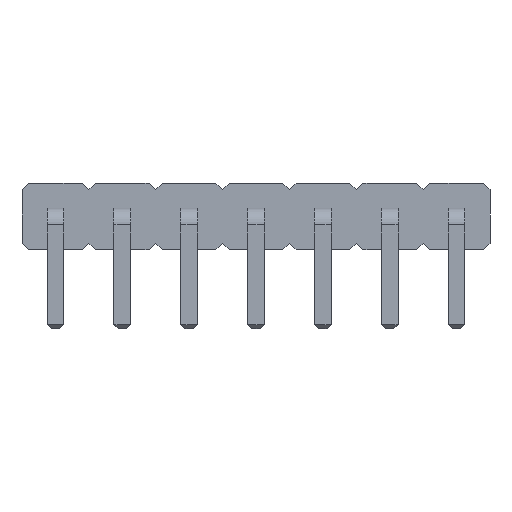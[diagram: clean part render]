
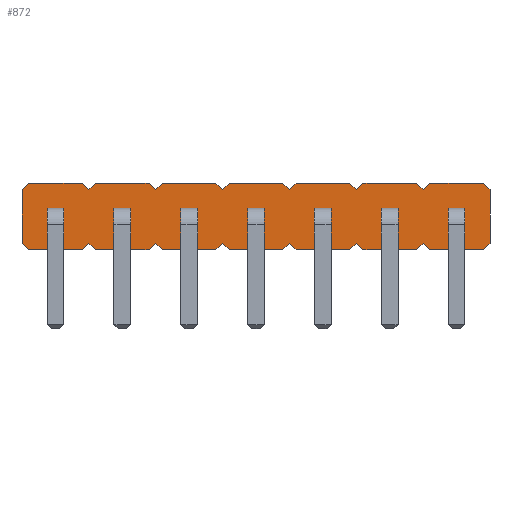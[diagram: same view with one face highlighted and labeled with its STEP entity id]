
A CAD part, left-side view. The second image highlights one B-rep face of the part: STEP entity #872.
In plain terms, the highlighted planar face has unit normal (-1, 0, 0).
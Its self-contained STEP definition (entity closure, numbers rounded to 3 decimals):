
#13=DIRECTION('',(0.,0.,1.));
#22=VERTEX_POINT('',#23);
#23=CARTESIAN_POINT('',(1.5,1.27,0.254));
#34=VECTOR('',#35,1.);
#35=DIRECTION('',(0.,-0.707,-0.707));
#38=VERTEX_POINT('',#39);
#39=CARTESIAN_POINT('',(1.5,1.016,0.));
#42=EDGE_CURVE('',#22,#38,#43,.T.);
#43=LINE('',#23,#34);
#46=DIRECTION('',(0.,0.707,-0.707));
#56=VECTOR('',#57,1.);
#57=DIRECTION('',(0.,-1.,0.));
#60=VERTEX_POINT('',#61);
#61=CARTESIAN_POINT('',(1.5,-1.016,0.));
#64=EDGE_CURVE('',#38,#60,#65,.T.);
#65=LINE('',#39,#56);
#78=VECTOR('',#79,1.);
#79=DIRECTION('',(0.,-0.707,0.707));
#82=VERTEX_POINT('',#83);
#83=CARTESIAN_POINT('',(1.5,-1.27,0.254));
#86=EDGE_CURVE('',#60,#82,#87,.T.);
#87=LINE('',#61,#78);
#102=VERTEX_POINT('',#103);
#103=CARTESIAN_POINT('',(1.5,-1.524,0.));
#106=EDGE_CURVE('',#82,#102,#107,.T.);
#107=LINE('',#83,#34);
#121=VERTEX_POINT('',#122);
#122=CARTESIAN_POINT('',(1.5,-3.556,0.));
#125=EDGE_CURVE('',#102,#121,#126,.T.);
#126=LINE('',#103,#56);
#140=VERTEX_POINT('',#141);
#141=CARTESIAN_POINT('',(1.5,-3.81,0.254));
#144=EDGE_CURVE('',#121,#140,#145,.T.);
#145=LINE('',#122,#78);
#159=VERTEX_POINT('',#160);
#160=CARTESIAN_POINT('',(1.5,-4.064,0.));
#163=EDGE_CURVE('',#140,#159,#164,.T.);
#164=LINE('',#141,#34);
#178=VERTEX_POINT('',#179);
#179=CARTESIAN_POINT('',(1.5,-6.096,0.));
#182=EDGE_CURVE('',#159,#178,#183,.T.);
#183=LINE('',#160,#56);
#197=VERTEX_POINT('',#198);
#198=CARTESIAN_POINT('',(1.5,-6.35,0.254));
#201=EDGE_CURVE('',#178,#197,#202,.T.);
#202=LINE('',#179,#78);
#216=VERTEX_POINT('',#217);
#217=CARTESIAN_POINT('',(1.5,-6.604,0.));
#220=EDGE_CURVE('',#197,#216,#221,.T.);
#221=LINE('',#198,#34);
#235=VERTEX_POINT('',#236);
#236=CARTESIAN_POINT('',(1.5,-8.636,0.));
#239=EDGE_CURVE('',#216,#235,#240,.T.);
#240=LINE('',#217,#56);
#254=VERTEX_POINT('',#255);
#255=CARTESIAN_POINT('',(1.5,-8.89,0.254));
#258=EDGE_CURVE('',#235,#254,#259,.T.);
#259=LINE('',#236,#78);
#273=VERTEX_POINT('',#274);
#274=CARTESIAN_POINT('',(1.5,-9.144,0.));
#277=EDGE_CURVE('',#254,#273,#278,.T.);
#278=LINE('',#255,#34);
#292=VERTEX_POINT('',#293);
#293=CARTESIAN_POINT('',(1.5,-11.176,0.));
#296=EDGE_CURVE('',#273,#292,#297,.T.);
#297=LINE('',#274,#56);
#311=VERTEX_POINT('',#312);
#312=CARTESIAN_POINT('',(1.5,-11.43,0.254));
#315=EDGE_CURVE('',#292,#311,#316,.T.);
#316=LINE('',#293,#78);
#330=VERTEX_POINT('',#331);
#331=CARTESIAN_POINT('',(1.5,-11.684,0.));
#334=EDGE_CURVE('',#311,#330,#335,.T.);
#335=LINE('',#312,#34);
#349=VERTEX_POINT('',#350);
#350=CARTESIAN_POINT('',(1.5,-13.716,0.));
#353=EDGE_CURVE('',#330,#349,#354,.T.);
#354=LINE('',#331,#56);
#368=VERTEX_POINT('',#369);
#369=CARTESIAN_POINT('',(1.5,-13.97,0.254));
#372=EDGE_CURVE('',#349,#368,#373,.T.);
#373=LINE('',#350,#78);
#387=VERTEX_POINT('',#388);
#388=CARTESIAN_POINT('',(1.5,-14.224,0.));
#391=EDGE_CURVE('',#368,#387,#392,.T.);
#392=LINE('',#369,#34);
#406=VERTEX_POINT('',#407);
#407=CARTESIAN_POINT('',(1.5,-16.256,0.));
#410=EDGE_CURVE('',#387,#406,#411,.T.);
#411=LINE('',#388,#56);
#425=VERTEX_POINT('',#426);
#426=CARTESIAN_POINT('',(1.5,-16.51,0.254));
#429=EDGE_CURVE('',#406,#425,#430,.T.);
#430=LINE('',#407,#78);
#442=VECTOR('',#13,1.);
#445=VERTEX_POINT('',#446);
#446=CARTESIAN_POINT('',(1.5,-16.51,2.286));
#449=EDGE_CURVE('',#425,#445,#450,.T.);
#450=LINE('',#426,#442);
#462=VECTOR('',#463,1.);
#463=DIRECTION('',(0.,0.707,0.707));
#466=VERTEX_POINT('',#467);
#467=CARTESIAN_POINT('',(1.5,-16.256,2.54));
#470=EDGE_CURVE('',#445,#466,#471,.T.);
#471=LINE('',#446,#462);
#483=VECTOR('',#484,1.);
#484=DIRECTION('',(0.,1.,0.));
#487=VERTEX_POINT('',#488);
#488=CARTESIAN_POINT('',(1.5,-14.224,2.54));
#491=EDGE_CURVE('',#466,#487,#492,.T.);
#492=LINE('',#467,#483);
#504=VECTOR('',#46,1.);
#507=VERTEX_POINT('',#508);
#508=CARTESIAN_POINT('',(1.5,-13.97,2.286));
#511=EDGE_CURVE('',#487,#507,#512,.T.);
#512=LINE('',#488,#504);
#526=VERTEX_POINT('',#527);
#527=CARTESIAN_POINT('',(1.5,-13.716,2.54));
#530=EDGE_CURVE('',#507,#526,#531,.T.);
#531=LINE('',#508,#462);
#545=VERTEX_POINT('',#546);
#546=CARTESIAN_POINT('',(1.5,-11.684,2.54));
#549=EDGE_CURVE('',#526,#545,#550,.T.);
#550=LINE('',#527,#483);
#564=VERTEX_POINT('',#565);
#565=CARTESIAN_POINT('',(1.5,-11.43,2.286));
#568=EDGE_CURVE('',#545,#564,#569,.T.);
#569=LINE('',#546,#504);
#583=VERTEX_POINT('',#584);
#584=CARTESIAN_POINT('',(1.5,-11.176,2.54));
#587=EDGE_CURVE('',#564,#583,#588,.T.);
#588=LINE('',#565,#462);
#602=VERTEX_POINT('',#603);
#603=CARTESIAN_POINT('',(1.5,-9.144,2.54));
#606=EDGE_CURVE('',#583,#602,#607,.T.);
#607=LINE('',#584,#483);
#621=VERTEX_POINT('',#622);
#622=CARTESIAN_POINT('',(1.5,-8.89,2.286));
#625=EDGE_CURVE('',#602,#621,#626,.T.);
#626=LINE('',#603,#504);
#640=VERTEX_POINT('',#641);
#641=CARTESIAN_POINT('',(1.5,-8.636,2.54));
#644=EDGE_CURVE('',#621,#640,#645,.T.);
#645=LINE('',#622,#462);
#659=VERTEX_POINT('',#660);
#660=CARTESIAN_POINT('',(1.5,-6.604,2.54));
#663=EDGE_CURVE('',#640,#659,#664,.T.);
#664=LINE('',#641,#483);
#678=VERTEX_POINT('',#679);
#679=CARTESIAN_POINT('',(1.5,-6.35,2.286));
#682=EDGE_CURVE('',#659,#678,#683,.T.);
#683=LINE('',#660,#504);
#697=VERTEX_POINT('',#698);
#698=CARTESIAN_POINT('',(1.5,-6.096,2.54));
#701=EDGE_CURVE('',#678,#697,#702,.T.);
#702=LINE('',#679,#462);
#716=VERTEX_POINT('',#717);
#717=CARTESIAN_POINT('',(1.5,-4.064,2.54));
#720=EDGE_CURVE('',#697,#716,#721,.T.);
#721=LINE('',#698,#483);
#735=VERTEX_POINT('',#736);
#736=CARTESIAN_POINT('',(1.5,-3.81,2.286));
#739=EDGE_CURVE('',#716,#735,#740,.T.);
#740=LINE('',#717,#504);
#754=VERTEX_POINT('',#755);
#755=CARTESIAN_POINT('',(1.5,-3.556,2.54));
#758=EDGE_CURVE('',#735,#754,#759,.T.);
#759=LINE('',#736,#462);
#773=VERTEX_POINT('',#774);
#774=CARTESIAN_POINT('',(1.5,-1.524,2.54));
#777=EDGE_CURVE('',#754,#773,#778,.T.);
#778=LINE('',#755,#483);
#792=VERTEX_POINT('',#793);
#793=CARTESIAN_POINT('',(1.5,-1.27,2.286));
#796=EDGE_CURVE('',#773,#792,#797,.T.);
#797=LINE('',#774,#504);
#811=VERTEX_POINT('',#812);
#812=CARTESIAN_POINT('',(1.5,-1.016,2.54));
#815=EDGE_CURVE('',#792,#811,#816,.T.);
#816=LINE('',#793,#462);
#830=VERTEX_POINT('',#831);
#831=CARTESIAN_POINT('',(1.5,1.016,2.54));
#834=EDGE_CURVE('',#811,#830,#835,.T.);
#835=LINE('',#812,#483);
#849=VERTEX_POINT('',#850);
#850=CARTESIAN_POINT('',(1.5,1.27,2.286));
#853=EDGE_CURVE('',#830,#849,#854,.T.);
#854=LINE('',#831,#504);
#864=VECTOR('',#865,1.);
#865=DIRECTION('',(0.,0.,-1.));
#868=EDGE_CURVE('',#849,#22,#869,.T.);
#869=LINE('',#850,#864);
#872=ADVANCED_FACE('',(#873),#919,.T.);
#873=FACE_BOUND('',#874,.T.);
#874=EDGE_LOOP('',(#875,#876,#877,#878,#879,#880,#881,#882,#883,#884,#885,#886,#887,#888,#889,#890,#891,#892,#893,#894,#895,#896,#897,#898,#899,#900,#901,#902,#903,#904,#905,#906,#907,#908,#909,#910,#911,#912,#913,#914,#915,#916,#917,#918));
#875=ORIENTED_EDGE('',*,*,#42,.T.);
#876=ORIENTED_EDGE('',*,*,#64,.T.);
#877=ORIENTED_EDGE('',*,*,#86,.T.);
#878=ORIENTED_EDGE('',*,*,#106,.T.);
#879=ORIENTED_EDGE('',*,*,#125,.T.);
#880=ORIENTED_EDGE('',*,*,#144,.T.);
#881=ORIENTED_EDGE('',*,*,#163,.T.);
#882=ORIENTED_EDGE('',*,*,#182,.T.);
#883=ORIENTED_EDGE('',*,*,#201,.T.);
#884=ORIENTED_EDGE('',*,*,#220,.T.);
#885=ORIENTED_EDGE('',*,*,#239,.T.);
#886=ORIENTED_EDGE('',*,*,#258,.T.);
#887=ORIENTED_EDGE('',*,*,#277,.T.);
#888=ORIENTED_EDGE('',*,*,#296,.T.);
#889=ORIENTED_EDGE('',*,*,#315,.T.);
#890=ORIENTED_EDGE('',*,*,#334,.T.);
#891=ORIENTED_EDGE('',*,*,#353,.T.);
#892=ORIENTED_EDGE('',*,*,#372,.T.);
#893=ORIENTED_EDGE('',*,*,#391,.T.);
#894=ORIENTED_EDGE('',*,*,#410,.T.);
#895=ORIENTED_EDGE('',*,*,#429,.T.);
#896=ORIENTED_EDGE('',*,*,#449,.T.);
#897=ORIENTED_EDGE('',*,*,#470,.T.);
#898=ORIENTED_EDGE('',*,*,#491,.T.);
#899=ORIENTED_EDGE('',*,*,#511,.T.);
#900=ORIENTED_EDGE('',*,*,#530,.T.);
#901=ORIENTED_EDGE('',*,*,#549,.T.);
#902=ORIENTED_EDGE('',*,*,#568,.T.);
#903=ORIENTED_EDGE('',*,*,#587,.T.);
#904=ORIENTED_EDGE('',*,*,#606,.T.);
#905=ORIENTED_EDGE('',*,*,#625,.T.);
#906=ORIENTED_EDGE('',*,*,#644,.T.);
#907=ORIENTED_EDGE('',*,*,#663,.T.);
#908=ORIENTED_EDGE('',*,*,#682,.T.);
#909=ORIENTED_EDGE('',*,*,#701,.T.);
#910=ORIENTED_EDGE('',*,*,#720,.T.);
#911=ORIENTED_EDGE('',*,*,#739,.T.);
#912=ORIENTED_EDGE('',*,*,#758,.T.);
#913=ORIENTED_EDGE('',*,*,#777,.T.);
#914=ORIENTED_EDGE('',*,*,#796,.T.);
#915=ORIENTED_EDGE('',*,*,#815,.T.);
#916=ORIENTED_EDGE('',*,*,#834,.T.);
#917=ORIENTED_EDGE('',*,*,#853,.T.);
#918=ORIENTED_EDGE('',*,*,#868,.T.);
#919=PLANE('',#920);
#920=AXIS2_PLACEMENT_3D('',#921,#922,#923);
#921=CARTESIAN_POINT('',(1.5,-7.62,1.27));
#922=DIRECTION('',(-1.,0.,0.));
#923=DIRECTION('',(0.,0.,-1.));
